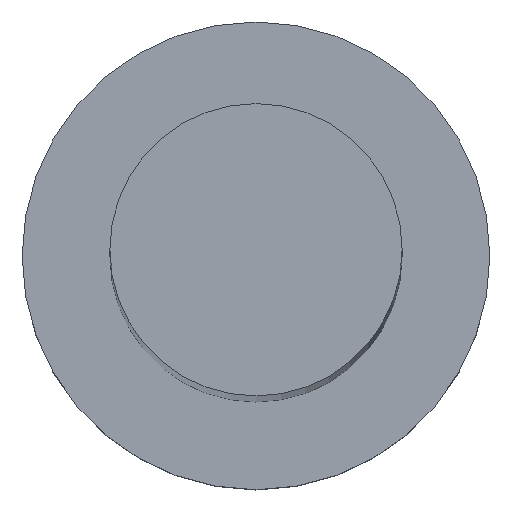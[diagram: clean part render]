
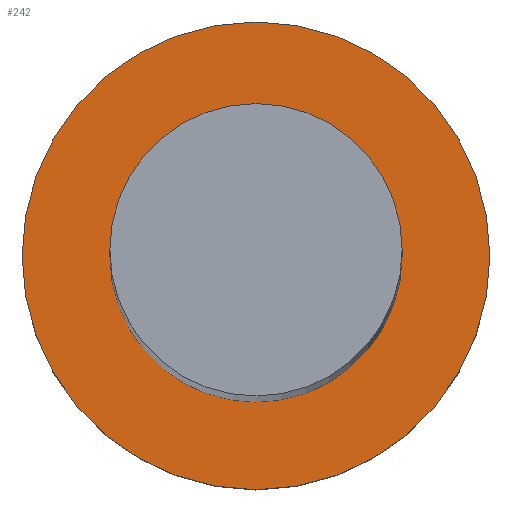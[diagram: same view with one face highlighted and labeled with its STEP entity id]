
A CAD part, top view. The second image highlights one B-rep face of the part: STEP entity #242.
In plain terms, the highlighted planar face has unit normal (0, 0, 1).
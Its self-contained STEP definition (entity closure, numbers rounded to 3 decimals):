
#10 = EDGE_CURVE ( 'NONE', #206, #255, #147, .T. ) ;
#15 = EDGE_CURVE ( 'NONE', #255, #206, #44, .T. ) ;
#18 = VERTEX_POINT ( 'NONE', #149 ) ;
#44 = CIRCLE ( 'NONE', #222, 8. ) ;
#45 = CARTESIAN_POINT ( 'NONE',  ( -8., 0., 5. ) ) ;
#52 = DIRECTION ( 'NONE',  ( 0., 0., 1. ) ) ;
#54 = EDGE_LOOP ( 'NONE', ( #249, #187 ) ) ;
#68 = DIRECTION ( 'NONE',  ( 0., 0., 1. ) ) ;
#81 = DIRECTION ( 'NONE',  ( 1., 0., 0. ) ) ;
#83 = FACE_OUTER_BOUND ( 'NONE', #54, .T. ) ;
#90 = EDGE_CURVE ( 'NONE', #18, #238, #159, .T. ) ;
#91 = DIRECTION ( 'NONE',  ( 1., 0., 0. ) ) ;
#99 = PLANE ( 'NONE',  #115 ) ;
#100 = AXIS2_PLACEMENT_3D ( 'NONE', #226, #126, #102 ) ;
#102 = DIRECTION ( 'NONE',  ( 1., 0., 0. ) ) ;
#108 = ORIENTED_EDGE ( 'NONE', *, *, #185, .F. ) ;
#115 = AXIS2_PLACEMENT_3D ( 'NONE', #239, #151, #237 ) ;
#121 = CARTESIAN_POINT ( 'NONE',  ( -5., 0., 5. ) ) ;
#126 = DIRECTION ( 'NONE',  ( 0., 0., 1. ) ) ;
#140 = ORIENTED_EDGE ( 'NONE', *, *, #90, .F. ) ;
#147 = CIRCLE ( 'NONE', #100, 8. ) ;
#149 = CARTESIAN_POINT ( 'NONE',  ( 5., 0., 5. ) ) ;
#151 = DIRECTION ( 'NONE',  ( 0., 0., 1. ) ) ;
#158 = CARTESIAN_POINT ( 'NONE',  ( 8., 0., 5. ) ) ;
#159 = CIRCLE ( 'NONE', #202, 5. ) ;
#170 = AXIS2_PLACEMENT_3D ( 'NONE', #253, #193, #91 ) ;
#179 = CARTESIAN_POINT ( 'NONE',  ( 0., 0., 5. ) ) ;
#185 = EDGE_CURVE ( 'NONE', #238, #18, #220, .T. ) ;
#187 = ORIENTED_EDGE ( 'NONE', *, *, #10, .T. ) ;
#193 = DIRECTION ( 'NONE',  ( 0., 0., 1. ) ) ;
#202 = AXIS2_PLACEMENT_3D ( 'NONE', #179, #68, #251 ) ;
#206 = VERTEX_POINT ( 'NONE', #158 ) ;
#220 = CIRCLE ( 'NONE', #170, 5. ) ;
#222 = AXIS2_PLACEMENT_3D ( 'NONE', #247, #52, #81 ) ;
#226 = CARTESIAN_POINT ( 'NONE',  ( 0., 0., 5. ) ) ;
#237 = DIRECTION ( 'NONE',  ( 1., 0., 0. ) ) ;
#238 = VERTEX_POINT ( 'NONE', #121 ) ;
#239 = CARTESIAN_POINT ( 'NONE',  ( 0., 0., 5. ) ) ;
#242 = ADVANCED_FACE ( 'NONE', ( #243, #83 ), #99, .T. ) ;
#243 = FACE_BOUND ( 'NONE', #250, .T. ) ;
#247 = CARTESIAN_POINT ( 'NONE',  ( 0., 0., 5. ) ) ;
#249 = ORIENTED_EDGE ( 'NONE', *, *, #15, .T. ) ;
#250 = EDGE_LOOP ( 'NONE', ( #108, #140 ) ) ;
#251 = DIRECTION ( 'NONE',  ( 1., 0., 0. ) ) ;
#253 = CARTESIAN_POINT ( 'NONE',  ( 0., 0., 5. ) ) ;
#255 = VERTEX_POINT ( 'NONE', #45 ) ;
